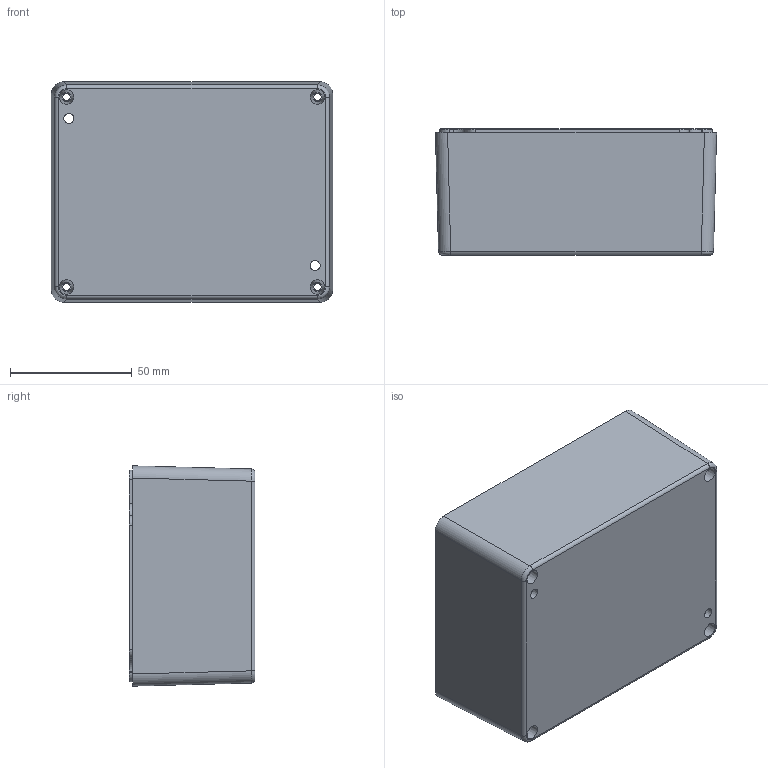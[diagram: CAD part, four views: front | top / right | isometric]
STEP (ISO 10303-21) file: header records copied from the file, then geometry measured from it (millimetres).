
FILE_DESCRIPTION(('FreeCAD Model'),'2;1');
FILE_NAME('ENCLOSURE_1550Z113_BOX.step','2020-12-21T17:45:30',('Author'),(''), 'Open CASCADE STEP processor 7.5','FreeCAD','Unknown');
FILE_SCHEMA(('AUTOMOTIVE_DESIGN { 1 0 10303 214 1 1 1 1 }'));
Length unit declared in the file: millimetre
Products named in the file (1): 1550Z113 BOX v1
Bounding box: 115.4 x 51.7 x 90.4 mm (x, y, z)
Volume: 105117.5 mm3; surface area: 63335.2 mm2
Topology: 1 solids, 1 shells, 467 faces, 1191 edges, 762 vertices
Faces by surface type: bspline 156, plane 147, cylinder 62, cone 56, torus 46
Entity records: 21787 total; most frequent: CARTESIAN_POINT 11357, ORIENTED_EDGE 2382, DIRECTION 1757, EDGE_CURVE 1191, VERTEX_POINT 762, AXIS2_PLACEMENT_3D 594, LINE 569, VECTOR 569
